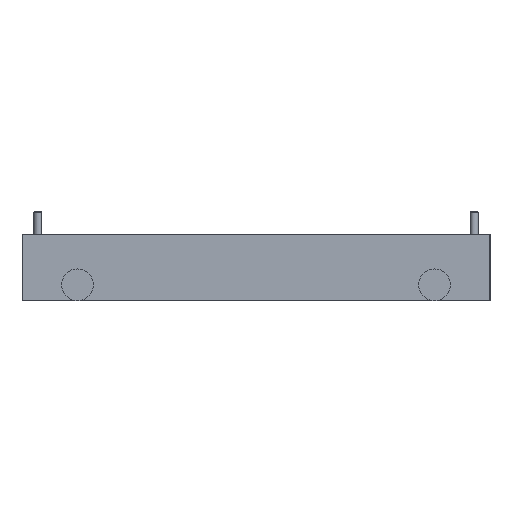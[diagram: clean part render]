
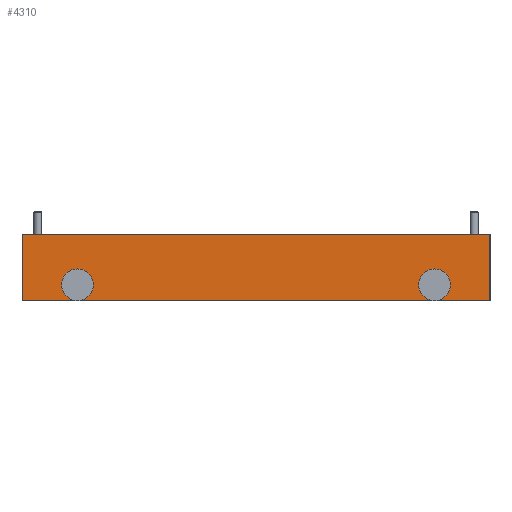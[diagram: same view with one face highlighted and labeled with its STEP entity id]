
A CAD part, left-side view. The second image highlights one B-rep face of the part: STEP entity #4310.
In plain terms, the highlighted face is planar.
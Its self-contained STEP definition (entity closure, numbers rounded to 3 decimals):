
#161 = DIRECTION ( 'NONE',  ( -1., 0., 0. ) ) ;
#272 = CARTESIAN_POINT ( 'NONE',  ( 221., -88.5, 12.6 ) ) ;
#367 = VECTOR ( 'NONE', #3260, 1000. ) ;
#667 = CARTESIAN_POINT ( 'NONE',  ( 221., 88.5, 12.6 ) ) ;
#783 = VECTOR ( 'NONE', #3347, 1000. ) ;
#807 = PLANE ( 'NONE',  #5147 ) ;
#1180 = DIRECTION ( 'NONE',  ( 0., 0., -1. ) ) ;
#1271 = DIRECTION ( 'NONE',  ( 0., 1., 0. ) ) ;
#1491 = EDGE_CURVE ( 'NONE', #6065, #4102, #1733, .T. ) ;
#1504 = EDGE_LOOP ( 'NONE', ( #4608, #1941, #3415, #6002 ) ) ;
#1570 = CARTESIAN_POINT ( 'NONE',  ( 221., 88.5, 12.6 ) ) ;
#1733 = LINE ( 'NONE', #4506, #783 ) ;
#1938 = VERTEX_POINT ( 'NONE', #3231 ) ;
#1941 = ORIENTED_EDGE ( 'NONE', *, *, #4207, .F. ) ;
#2984 = FACE_OUTER_BOUND ( 'NONE', #1504, .T. ) ;
#3100 = VECTOR ( 'NONE', #1271, 1000. ) ;
#3106 = EDGE_CURVE ( 'NONE', #6065, #4864, #3985, .T. ) ;
#3231 = CARTESIAN_POINT ( 'NONE',  ( 221., 88.5, -12.6 ) ) ;
#3260 = DIRECTION ( 'NONE',  ( 0., 1., 0. ) ) ;
#3347 = DIRECTION ( 'NONE',  ( 0., 0., -1. ) ) ;
#3415 = ORIENTED_EDGE ( 'NONE', *, *, #3106, .F. ) ;
#3641 = CARTESIAN_POINT ( 'NONE',  ( 221., -88.5, 12.6 ) ) ;
#3836 = CARTESIAN_POINT ( 'NONE',  ( 221., -88.5, -12.6 ) ) ;
#3985 = LINE ( 'NONE', #6188, #3100 ) ;
#4102 = VERTEX_POINT ( 'NONE', #4903 ) ;
#4207 = EDGE_CURVE ( 'NONE', #4864, #1938, #6088, .T. ) ;
#4310 = ADVANCED_FACE ( 'NONE', ( #2984 ), #807, .F. ) ;
#4318 = LINE ( 'NONE', #3836, #367 ) ;
#4506 = CARTESIAN_POINT ( 'NONE',  ( 221., -88.5, 12.6 ) ) ;
#4608 = ORIENTED_EDGE ( 'NONE', *, *, #6905, .T. ) ;
#4864 = VERTEX_POINT ( 'NONE', #1570 ) ;
#4903 = CARTESIAN_POINT ( 'NONE',  ( 221., -88.5, -12.6 ) ) ;
#5147 = AXIS2_PLACEMENT_3D ( 'NONE', #272, #161, #5725 ) ;
#5501 = VECTOR ( 'NONE', #1180, 1000. ) ;
#5725 = DIRECTION ( 'NONE',  ( 0., 0., 1. ) ) ;
#6002 = ORIENTED_EDGE ( 'NONE', *, *, #1491, .T. ) ;
#6065 = VERTEX_POINT ( 'NONE', #3641 ) ;
#6088 = LINE ( 'NONE', #667, #5501 ) ;
#6188 = CARTESIAN_POINT ( 'NONE',  ( 221., -88.5, 12.6 ) ) ;
#6905 = EDGE_CURVE ( 'NONE', #4102, #1938, #4318, .T. ) ;
